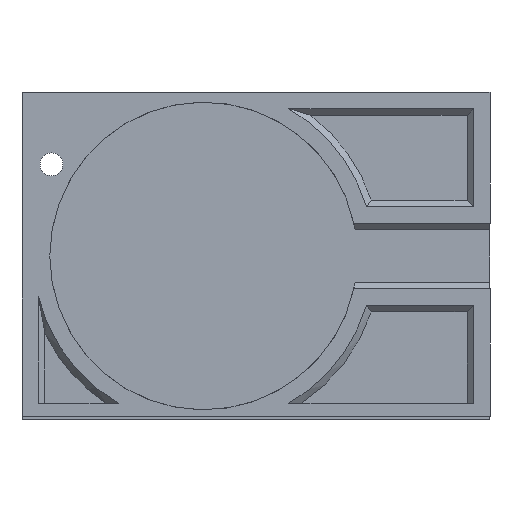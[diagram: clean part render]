
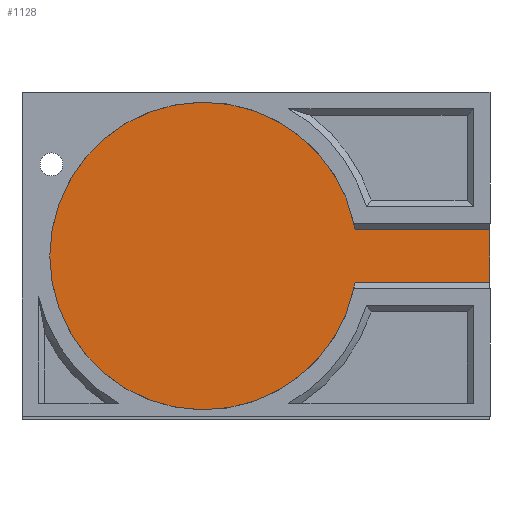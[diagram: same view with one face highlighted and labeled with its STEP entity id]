
A CAD part, front view. The second image highlights one B-rep face of the part: STEP entity #1128.
In plain terms, the highlighted planar face has unit normal (0, -1, 0).
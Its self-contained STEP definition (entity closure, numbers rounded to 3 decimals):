
#53=CIRCLE('',#1222,47.);
#89=FACE_OUTER_BOUND('',#156,.T.);
#156=EDGE_LOOP('',(#820,#821,#822,#823));
#249=LINE('',#1731,#377);
#252=LINE('',#1739,#380);
#253=LINE('',#1740,#381);
#377=VECTOR('',#1387,10.);
#380=VECTOR('',#1394,10.);
#381=VECTOR('',#1395,10.);
#506=VERTEX_POINT('',#1728);
#507=VERTEX_POINT('',#1730);
#509=VERTEX_POINT('',#1736);
#510=VERTEX_POINT('',#1738);
#626=EDGE_CURVE('',#506,#507,#249,.T.);
#629=EDGE_CURVE('',#509,#506,#53,.T.);
#630=EDGE_CURVE('',#510,#509,#252,.T.);
#631=EDGE_CURVE('',#507,#510,#253,.T.);
#820=ORIENTED_EDGE('',*,*,#626,.F.);
#821=ORIENTED_EDGE('',*,*,#629,.F.);
#822=ORIENTED_EDGE('',*,*,#630,.F.);
#823=ORIENTED_EDGE('',*,*,#631,.F.);
#1069=PLANE('',#1221);
#1128=ADVANCED_FACE('',(#89),#1069,.T.);
#1221=AXIS2_PLACEMENT_3D('',#1735,#1390,#1391);
#1222=AXIS2_PLACEMENT_3D('',#1737,#1392,#1393);
#1387=DIRECTION('',(1.,0.,0.));
#1390=DIRECTION('center_axis',(0.,-1.,0.));
#1391=DIRECTION('ref_axis',(1.,0.,0.));
#1392=DIRECTION('center_axis',(0.,1.,0.));
#1393=DIRECTION('ref_axis',(1.,0.,0.));
#1394=DIRECTION('',(-1.,0.,0.));
#1395=DIRECTION('',(0.,0.,-1.));
#1728=CARTESIAN_POINT('',(3.814,11.5,-2.));
#1730=CARTESIAN_POINT('',(45.,11.5,-2.));
#1731=CARTESIAN_POINT('',(-9.413,11.5,-2.));
#1735=CARTESIAN_POINT('Origin',(-22.25,11.5,-10.));
#1736=CARTESIAN_POINT('',(3.814,11.5,-18.));
#1737=CARTESIAN_POINT('Origin',(-42.5,11.5,-10.));
#1738=CARTESIAN_POINT('',(45.,11.5,-18.));
#1739=CARTESIAN_POINT('',(11.375,11.5,-18.));
#1740=CARTESIAN_POINT('',(45.,11.5,-10.));
